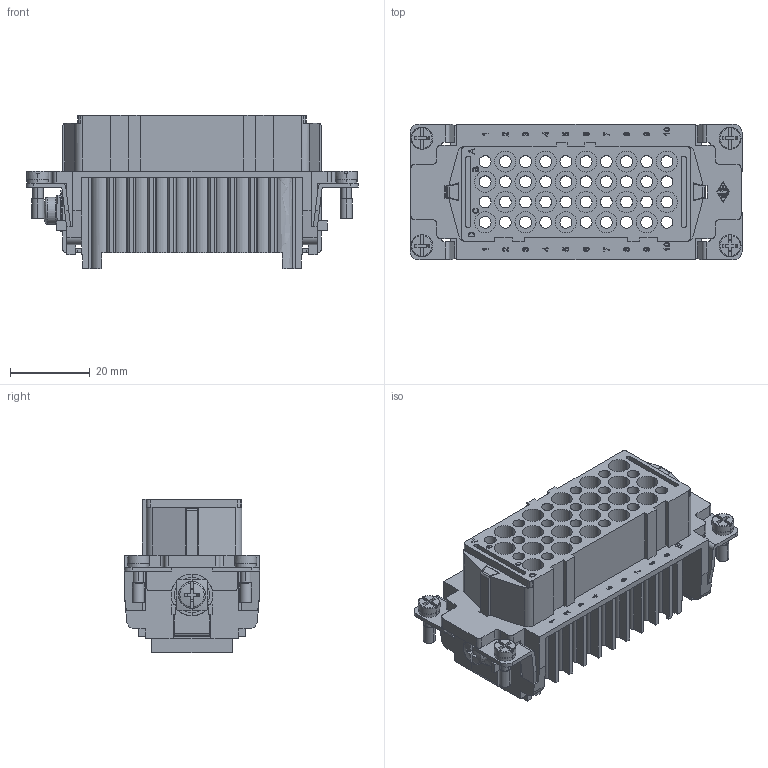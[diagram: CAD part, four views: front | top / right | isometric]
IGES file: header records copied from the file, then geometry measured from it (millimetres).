
Global section: file name: No Iges File Name specified; native system: AutoDesk Inventor R6.1; preprocessor: AutoDesk Inventor Iges Exporter R6.1; author: No Author specified; organization: No Organization specified; date: 20061211.142406; units: millimetre
Bounding box: 83.5 x 34 x 38.51 mm (x, y, z)
Volume: 36199.7 mm3; surface area: 35903.8 mm2
Topology: 1 solids, 5 shells, 1748 faces, 4735 edges, 3128 vertices
Faces by surface type: bspline 803, plane 647, revolution 192, cylinder 90, torus 12, cone 4
